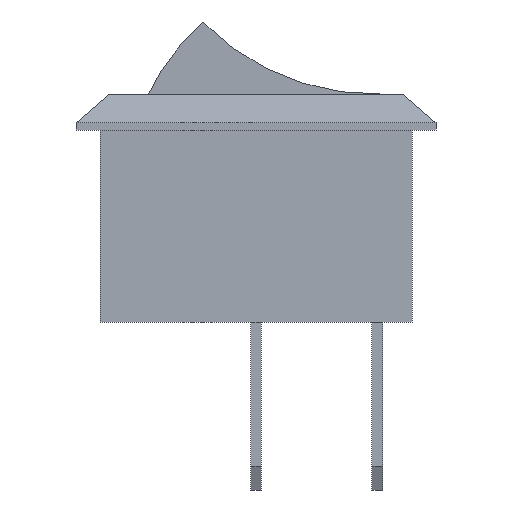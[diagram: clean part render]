
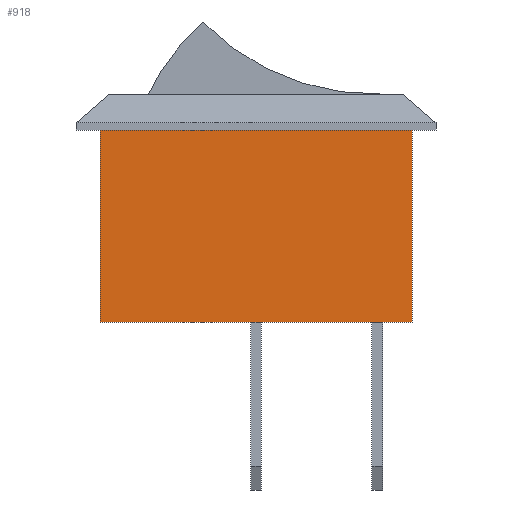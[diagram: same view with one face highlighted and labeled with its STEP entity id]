
A CAD part, front view. The second image highlights one B-rep face of the part: STEP entity #918.
In plain terms, the highlighted planar face has unit normal (0, -1, 0).
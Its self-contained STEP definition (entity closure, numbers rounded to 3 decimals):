
#69=FACE_OUTER_BOUND('',#123,.T.);
#123=EDGE_LOOP('',(#752,#753,#754,#755));
#227=LINE('',#1436,#337);
#232=LINE('',#1448,#342);
#233=LINE('',#1449,#343);
#234=LINE('',#1450,#344);
#337=VECTOR('',#1194,10.);
#342=VECTOR('',#1205,10.);
#343=VECTOR('',#1206,10.);
#344=VECTOR('',#1207,10.);
#424=VERTEX_POINT('',#1434);
#425=VERTEX_POINT('',#1435);
#428=VERTEX_POINT('',#1446);
#429=VERTEX_POINT('',#1447);
#535=EDGE_CURVE('',#424,#425,#227,.T.);
#540=EDGE_CURVE('',#428,#429,#232,.T.);
#541=EDGE_CURVE('',#429,#425,#233,.T.);
#542=EDGE_CURVE('',#428,#424,#234,.T.);
#752=ORIENTED_EDGE('',*,*,#540,.T.);
#753=ORIENTED_EDGE('',*,*,#541,.T.);
#754=ORIENTED_EDGE('',*,*,#535,.F.);
#755=ORIENTED_EDGE('',*,*,#542,.F.);
#820=PLANE('',#996);
#918=ADVANCED_FACE('',(#69),#820,.T.);
#996=AXIS2_PLACEMENT_3D('',#1445,#1203,#1204);
#1194=DIRECTION('',(1.,0.,0.));
#1203=DIRECTION('center_axis',(0.,-1.,0.));
#1204=DIRECTION('ref_axis',(1.,0.,0.));
#1205=DIRECTION('',(1.,0.,0.));
#1206=DIRECTION('',(0.,0.,1.));
#1207=DIRECTION('',(0.,0.,1.));
#1434=CARTESIAN_POINT('',(-6.5,-4.1,8.));
#1435=CARTESIAN_POINT('',(6.5,-4.1,8.));
#1436=CARTESIAN_POINT('',(-6.5,-4.1,8.));
#1445=CARTESIAN_POINT('Origin',(-6.5,-4.1,0.));
#1446=CARTESIAN_POINT('',(-6.5,-4.1,0.));
#1447=CARTESIAN_POINT('',(6.5,-4.1,0.));
#1448=CARTESIAN_POINT('',(-6.5,-4.1,0.));
#1449=CARTESIAN_POINT('',(6.5,-4.1,0.));
#1450=CARTESIAN_POINT('',(-6.5,-4.1,0.));
